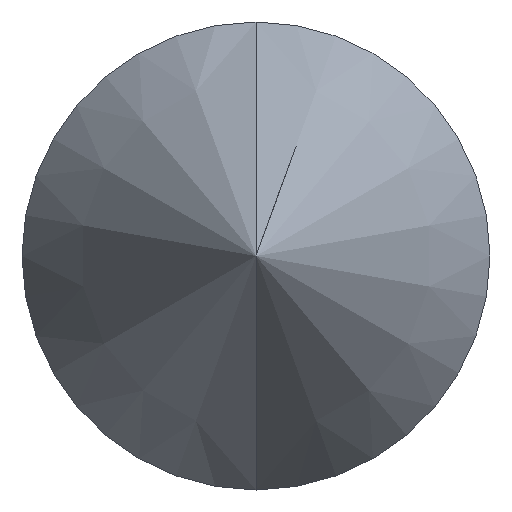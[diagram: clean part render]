
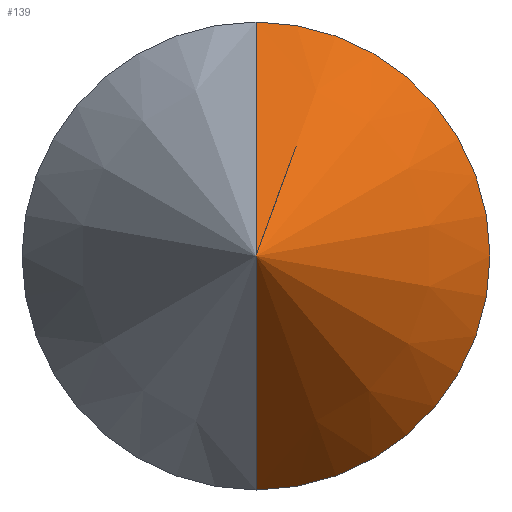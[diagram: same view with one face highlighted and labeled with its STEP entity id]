
A CAD part, front view. The second image highlights one B-rep face of the part: STEP entity #139.
In plain terms, the highlighted conical face has half-angle 30 degrees and reference radius 577.35 mm.
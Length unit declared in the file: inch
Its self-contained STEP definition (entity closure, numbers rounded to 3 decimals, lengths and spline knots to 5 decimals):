
#11 = ORIENTED_EDGE ( 'NONE', *, *, #19, .F. ) ;
#19 = EDGE_CURVE ( 'NONE', #271, #280, #317, .T. ) ;
#37 = CARTESIAN_POINT ( 'NONE',  ( 0., 0.21651, -0.125 ) ) ;
#70 = VERTEX_POINT ( 'NONE', #37 ) ;
#78 = CARTESIAN_POINT ( 'NONE',  ( 0., 0., 0. ) ) ;
#93 = EDGE_CURVE ( 'NONE', #271, #70, #322, .T. ) ;
#98 = VECTOR ( 'NONE', #258, 39.37008 ) ;
#102 = CARTESIAN_POINT ( 'NONE',  ( 0., 0., 0. ) ) ;
#110 = DIRECTION ( 'NONE',  ( 0., 1., 0. ) ) ;
#115 = CIRCLE ( 'NONE', #314, 0.125 ) ;
#119 = EDGE_LOOP ( 'NONE', ( #11, #290, #172 ) ) ;
#139 = ADVANCED_FACE ( 'NONE', ( #183 ), #223, .T. ) ;
#172 = ORIENTED_EDGE ( 'NONE', *, *, #255, .T. ) ;
#183 = FACE_OUTER_BOUND ( 'NONE', #119, .T. ) ;
#191 = VECTOR ( 'NONE', #294, 39.37008 ) ;
#200 = CARTESIAN_POINT ( 'NONE',  ( 0., 0.21651, 0. ) ) ;
#204 = AXIS2_PLACEMENT_3D ( 'NONE', #349, #110, #220 ) ;
#220 = DIRECTION ( 'NONE',  ( 0., 0., 1. ) ) ;
#223 = CONICAL_SURFACE ( 'NONE', #204, 22.73033, 0.524 ) ;
#225 = CARTESIAN_POINT ( 'NONE',  ( 0., 0., 0. ) ) ;
#255 = EDGE_CURVE ( 'NONE', #70, #280, #115, .T. ) ;
#258 = DIRECTION ( 'NONE',  ( 0., 0.866, 0.5 ) ) ;
#264 = DIRECTION ( 'NONE',  ( 0., -1., 0. ) ) ;
#271 = VERTEX_POINT ( 'NONE', #78 ) ;
#280 = VERTEX_POINT ( 'NONE', #281 ) ;
#281 = CARTESIAN_POINT ( 'NONE',  ( 0., 0.21651, 0.125 ) ) ;
#290 = ORIENTED_EDGE ( 'NONE', *, *, #93, .T. ) ;
#294 = DIRECTION ( 'NONE',  ( 0., 0.866, -0.5 ) ) ;
#314 = AXIS2_PLACEMENT_3D ( 'NONE', #200, #264, #337 ) ;
#317 = LINE ( 'NONE', #225, #98 ) ;
#322 = LINE ( 'NONE', #102, #191 ) ;
#337 = DIRECTION ( 'NONE',  ( 0., 0., -1. ) ) ;
#349 = CARTESIAN_POINT ( 'NONE',  ( 0., 39.37008, 0. ) ) ;
